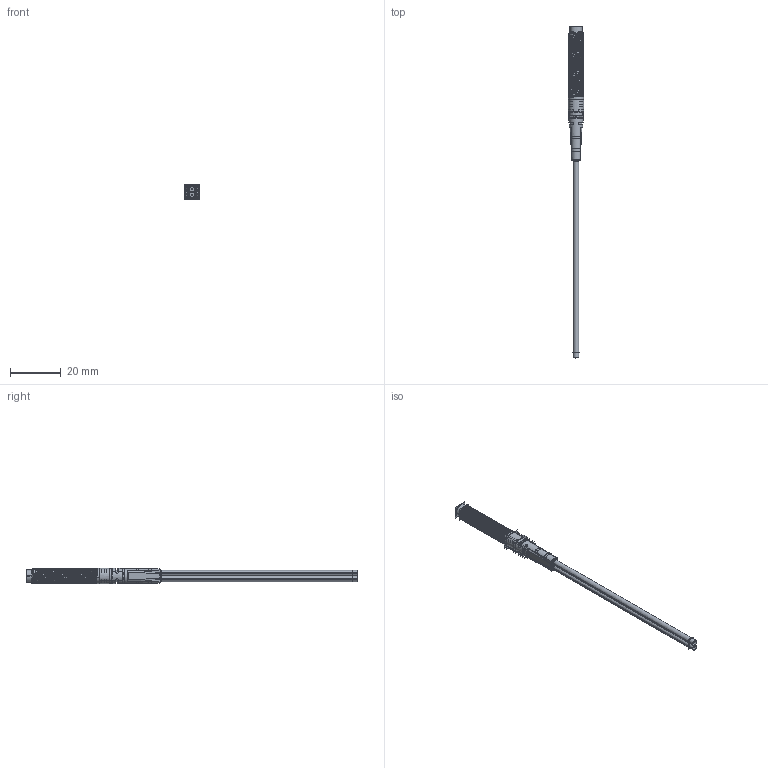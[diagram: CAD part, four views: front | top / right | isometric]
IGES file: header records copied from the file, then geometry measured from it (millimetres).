
Start section:  PTC IGES file: 211047.igs
Global section: file name: 211047.igs; native system: Creo Parametric by PTC Inc.; preprocessor: 2018300; author: pdmadmin; organization: Unknown; date: 20190318.115822; units: millimetre
Bounding box: 6.25 x 130.9 x 6.25 mm (x, y, z)
Volume: 1800.1 mm3; surface area: 15069.3 mm2
Topology: 6 solids, 6 shells, 396 faces, 2174 edges, 2800 vertices
Faces by surface type: revolution 244, bspline 152
